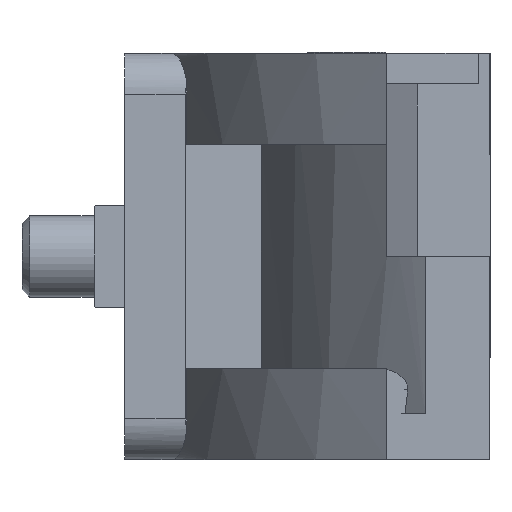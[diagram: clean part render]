
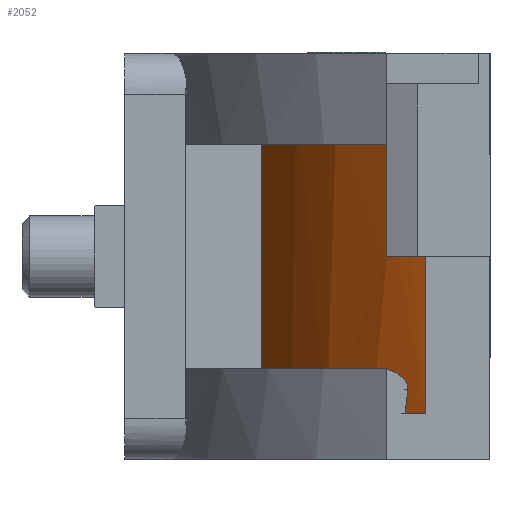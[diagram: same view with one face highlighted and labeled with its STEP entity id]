
A CAD part, front view. The second image highlights one B-rep face of the part: STEP entity #2052.
In plain terms, the highlighted cylindrical face has radius 43.01 mm (diameter 86.02 mm), a partial arc.
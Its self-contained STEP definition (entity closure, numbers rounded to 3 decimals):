
#72 = LINE ( 'NONE', #1390, #6361 ) ;
#141 = DIRECTION ( 'NONE',  ( -1., 0., 0. ) ) ;
#154 = DIRECTION ( 'NONE',  ( 0., 0., -1. ) ) ;
#279 = CARTESIAN_POINT ( 'NONE',  ( 18.013, -35., 5. ) ) ;
#311 = VERTEX_POINT ( 'NONE', #1329 ) ;
#365 = EDGE_LOOP ( 'NONE', ( #4299, #3471, #7829, #1959, #8983, #5942, #5814, #10963, #10536, #10116, #4421, #4007, #10723, #8534 ) ) ;
#368 = CARTESIAN_POINT ( 'NONE',  ( 18.013, -35., -15.5 ) ) ;
#640 = CARTESIAN_POINT ( 'NONE',  ( 0.416, -5.971, 11. ) ) ;
#721 = B_SPLINE_CURVE_WITH_KNOTS ( 'NONE', 3,
 ( #9159, #4904, #5660, #2257 ),
 .UNSPECIFIED., .F., .F.,
 ( 4, 4 ),
 ( 0., 1. ),
 .UNSPECIFIED. ) ;
#795 = VERTEX_POINT ( 'NONE', #640 ) ;
#955 = AXIS2_PLACEMENT_3D ( 'NONE', #1538, #7613, #7497 ) ;
#1078 = AXIS2_PLACEMENT_3D ( 'NONE', #2104, #2067, #4789 ) ;
#1194 = VERTEX_POINT ( 'NONE', #4163 ) ;
#1329 = CARTESIAN_POINT ( 'NONE',  ( 0.416, -5.971, -11. ) ) ;
#1390 = CARTESIAN_POINT ( 'NONE',  ( 0., 0., 30. ) ) ;
#1538 = CARTESIAN_POINT ( 'NONE',  ( 43.01, 0., 0. ) ) ;
#1561 = VECTOR ( 'NONE', #10019, 1000. ) ;
#1610 = EDGE_CURVE ( 'NONE', #1194, #3813, #72, .T. ) ;
#1653 = VECTOR ( 'NONE', #5125, 1000. ) ;
#1736 = DIRECTION ( 'NONE',  ( 0., 0., 1. ) ) ;
#1806 = CARTESIAN_POINT ( 'NONE',  ( 1.867, -12.533, 25. ) ) ;
#1932 = VERTEX_POINT ( 'NONE', #3443 ) ;
#1959 = ORIENTED_EDGE ( 'NONE', *, *, #5544, .T. ) ;
#1994 = EDGE_CURVE ( 'NONE', #10125, #1932, #7557, .T. ) ;
#2052 = ADVANCED_FACE ( 'NONE', ( #6625 ), #5679, .T. ) ;
#2067 = DIRECTION ( 'NONE',  ( 0., 0., -1. ) ) ;
#2104 = CARTESIAN_POINT ( 'NONE',  ( 43.01, 0., 15.5 ) ) ;
#2257 = CARTESIAN_POINT ( 'NONE',  ( 0., 0., -14. ) ) ;
#2473 = VERTEX_POINT ( 'NONE', #9371 ) ;
#2609 = LINE ( 'NONE', #3766, #8510 ) ;
#2636 = EDGE_CURVE ( 'NONE', #1932, #1194, #5253, .T. ) ;
#2717 = EDGE_CURVE ( 'NONE', #2884, #10943, #721, .T. ) ;
#2884 = VERTEX_POINT ( 'NONE', #8553 ) ;
#3195 = VECTOR ( 'NONE', #7099, 1000. ) ;
#3206 = VERTEX_POINT ( 'NONE', #368 ) ;
#3411 = CARTESIAN_POINT ( 'NONE',  ( 1.867, -12.533, -11. ) ) ;
#3443 = CARTESIAN_POINT ( 'NONE',  ( 14.24, -31.971, 15.5 ) ) ;
#3471 = ORIENTED_EDGE ( 'NONE', *, *, #1610, .T. ) ;
#3630 = CARTESIAN_POINT ( 'NONE',  ( 43.01, 0., 30. ) ) ;
#3684 = EDGE_CURVE ( 'NONE', #6543, #311, #11128, .T. ) ;
#3766 = CARTESIAN_POINT ( 'NONE',  ( 0., 0., 30. ) ) ;
#3813 = VERTEX_POINT ( 'NONE', #11012 ) ;
#3897 = CARTESIAN_POINT ( 'NONE',  ( 1.867, -12.533, 11. ) ) ;
#3903 = EDGE_CURVE ( 'NONE', #6543, #9435, #6027, .T. ) ;
#3910 = CARTESIAN_POINT ( 'NONE',  ( 43.01, 0., -15.5 ) ) ;
#3921 = CARTESIAN_POINT ( 'NONE',  ( 14.24, -31.971, 0. ) ) ;
#4007 = ORIENTED_EDGE ( 'NONE', *, *, #4048, .T. ) ;
#4034 = VERTEX_POINT ( 'NONE', #8645 ) ;
#4048 = EDGE_CURVE ( 'NONE', #3206, #2473, #7753, .T. ) ;
#4163 = CARTESIAN_POINT ( 'NONE',  ( 0., 0., 15.5 ) ) ;
#4173 = CIRCLE ( 'NONE', #955, 43.01 ) ;
#4299 = ORIENTED_EDGE ( 'NONE', *, *, #2636, .T. ) ;
#4403 = EDGE_CURVE ( 'NONE', #9435, #795, #5886, .T. ) ;
#4421 = ORIENTED_EDGE ( 'NONE', *, *, #10525, .T. ) ;
#4481 = CARTESIAN_POINT ( 'NONE',  ( 0.139, -3.993, 14.044 ) ) ;
#4567 = AXIS2_PLACEMENT_3D ( 'NONE', #10415, #5267, #141 ) ;
#4770 = DIRECTION ( 'NONE',  ( -1., 0., 0. ) ) ;
#4789 = DIRECTION ( 'NONE',  ( 1., 0., 0. ) ) ;
#4904 = CARTESIAN_POINT ( 'NONE',  ( 0.139, -3.993, -14.044 ) ) ;
#4936 = VECTOR ( 'NONE', #1736, 1000. ) ;
#5125 = DIRECTION ( 'NONE',  ( 0., 0., 1. ) ) ;
#5253 = CIRCLE ( 'NONE', #1078, 43.01 ) ;
#5267 = DIRECTION ( 'NONE',  ( 0., 0., -1. ) ) ;
#5323 = CARTESIAN_POINT ( 'NONE',  ( 43.01, 0., 11. ) ) ;
#5544 = EDGE_CURVE ( 'NONE', #8312, #795, #7599, .T. ) ;
#5660 = CARTESIAN_POINT ( 'NONE',  ( 0., -1.997, -14.022 ) ) ;
#5679 = CYLINDRICAL_SURFACE ( 'NONE', #6798, 43.01 ) ;
#5783 = DIRECTION ( 'NONE',  ( 0., 0., -1. ) ) ;
#5814 = ORIENTED_EDGE ( 'NONE', *, *, #3684, .T. ) ;
#5823 = CARTESIAN_POINT ( 'NONE',  ( 0.416, -5.971, 30. ) ) ;
#5886 = CIRCLE ( 'NONE', #9908, 43.01 ) ;
#5942 = ORIENTED_EDGE ( 'NONE', *, *, #3903, .F. ) ;
#6027 = LINE ( 'NONE', #1806, #4936 ) ;
#6131 = CARTESIAN_POINT ( 'NONE',  ( 0., 0., -14. ) ) ;
#6151 = CARTESIAN_POINT ( 'NONE',  ( 14.24, -31.971, -30. ) ) ;
#6251 = CARTESIAN_POINT ( 'NONE',  ( 0.416, -5.971, 14.065 ) ) ;
#6319 = EDGE_CURVE ( 'NONE', #311, #2884, #9183, .T. ) ;
#6321 = DIRECTION ( 'NONE',  ( 0., 0., -1. ) ) ;
#6361 = VECTOR ( 'NONE', #10067, 1000. ) ;
#6543 = VERTEX_POINT ( 'NONE', #3411 ) ;
#6625 = FACE_OUTER_BOUND ( 'NONE', #365, .T. ) ;
#6798 = AXIS2_PLACEMENT_3D ( 'NONE', #3630, #7050, #10538 ) ;
#6825 = CARTESIAN_POINT ( 'NONE',  ( 0.416, -5.971, -30. ) ) ;
#6939 = AXIS2_PLACEMENT_3D ( 'NONE', #3910, #8990, #4770 ) ;
#7050 = DIRECTION ( 'NONE',  ( 0., 0., -1. ) ) ;
#7099 = DIRECTION ( 'NONE',  ( 0., 0., 1. ) ) ;
#7497 = DIRECTION ( 'NONE',  ( -1., 0., 0. ) ) ;
#7499 = EDGE_CURVE ( 'NONE', #2473, #10125, #4173, .T. ) ;
#7557 = LINE ( 'NONE', #6151, #1653 ) ;
#7599 = LINE ( 'NONE', #6825, #1561 ) ;
#7613 = DIRECTION ( 'NONE',  ( 0., 0., -1. ) ) ;
#7709 = CARTESIAN_POINT ( 'NONE',  ( 0.416, -5.971, 14.065 ) ) ;
#7753 = LINE ( 'NONE', #279, #3195 ) ;
#7829 = ORIENTED_EDGE ( 'NONE', *, *, #10383, .T. ) ;
#8312 = VERTEX_POINT ( 'NONE', #7709 ) ;
#8369 = CIRCLE ( 'NONE', #6939, 43.01 ) ;
#8510 = VECTOR ( 'NONE', #6321, 1000. ) ;
#8534 = ORIENTED_EDGE ( 'NONE', *, *, #1994, .T. ) ;
#8553 = CARTESIAN_POINT ( 'NONE',  ( 0.416, -5.971, -14.065 ) ) ;
#8645 = CARTESIAN_POINT ( 'NONE',  ( 0., 0., -15.5 ) ) ;
#8916 = CARTESIAN_POINT ( 'NONE',  ( 0., -1.997, 14.022 ) ) ;
#8983 = ORIENTED_EDGE ( 'NONE', *, *, #4403, .F. ) ;
#8990 = DIRECTION ( 'NONE',  ( 0., 0., 1. ) ) ;
#9159 = CARTESIAN_POINT ( 'NONE',  ( 0.416, -5.971, -14.065 ) ) ;
#9183 = LINE ( 'NONE', #5823, #9326 ) ;
#9326 = VECTOR ( 'NONE', #5783, 1000. ) ;
#9371 = CARTESIAN_POINT ( 'NONE',  ( 18.013, -35., 0. ) ) ;
#9435 = VERTEX_POINT ( 'NONE', #3897 ) ;
#9639 = CARTESIAN_POINT ( 'NONE',  ( 0., 0., 14. ) ) ;
#9908 = AXIS2_PLACEMENT_3D ( 'NONE', #5323, #154, #10498 ) ;
#10019 = DIRECTION ( 'NONE',  ( 0., 0., -1. ) ) ;
#10067 = DIRECTION ( 'NONE',  ( 0., 0., -1. ) ) ;
#10116 = ORIENTED_EDGE ( 'NONE', *, *, #10332, .T. ) ;
#10125 = VERTEX_POINT ( 'NONE', #3921 ) ;
#10329 = B_SPLINE_CURVE_WITH_KNOTS ( 'NONE', 3,
 ( #9639, #8916, #4481, #6251 ),
 .UNSPECIFIED., .F., .F.,
 ( 4, 4 ),
 ( 0., 1. ),
 .UNSPECIFIED. ) ;
#10332 = EDGE_CURVE ( 'NONE', #10943, #4034, #2609, .T. ) ;
#10383 = EDGE_CURVE ( 'NONE', #3813, #8312, #10329, .T. ) ;
#10415 = CARTESIAN_POINT ( 'NONE',  ( 43.01, 0., -11. ) ) ;
#10498 = DIRECTION ( 'NONE',  ( 1., 0., 0. ) ) ;
#10525 = EDGE_CURVE ( 'NONE', #4034, #3206, #8369, .T. ) ;
#10536 = ORIENTED_EDGE ( 'NONE', *, *, #2717, .T. ) ;
#10538 = DIRECTION ( 'NONE',  ( -1., 0., 0. ) ) ;
#10723 = ORIENTED_EDGE ( 'NONE', *, *, #7499, .T. ) ;
#10943 = VERTEX_POINT ( 'NONE', #6131 ) ;
#10963 = ORIENTED_EDGE ( 'NONE', *, *, #6319, .T. ) ;
#11012 = CARTESIAN_POINT ( 'NONE',  ( 0., 0., 14. ) ) ;
#11128 = CIRCLE ( 'NONE', #4567, 43.01 ) ;
